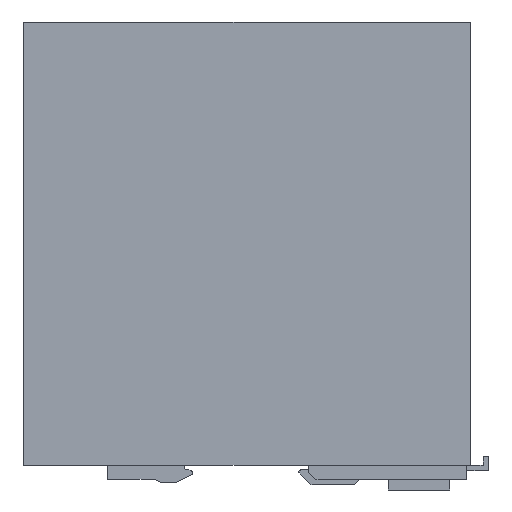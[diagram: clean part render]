
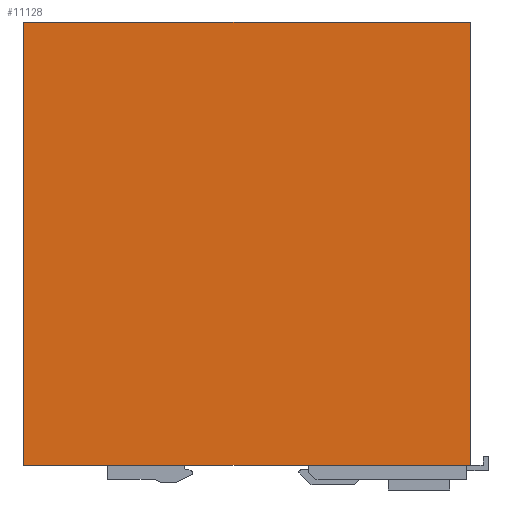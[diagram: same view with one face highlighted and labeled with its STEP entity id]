
A CAD part, left-side view. The second image highlights one B-rep face of the part: STEP entity #11128.
In plain terms, the highlighted planar face has unit normal (-1, 0, 0).
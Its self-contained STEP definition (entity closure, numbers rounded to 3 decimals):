
#1263 = DIRECTION ( 'NONE',  ( 0., 1., 0. ) ) ;
#2182 = EDGE_CURVE ( 'NONE', #3072, #7500, #2393, .T. ) ;
#2393 = LINE ( 'NONE', #12526, #13365 ) ;
#2583 = AXIS2_PLACEMENT_3D ( 'NONE', #8901, #4492, #12937 ) ;
#3072 = VERTEX_POINT ( 'NONE', #6752 ) ;
#3373 = EDGE_CURVE ( 'NONE', #11770, #6556, #9616, .T. ) ;
#3465 = ORIENTED_EDGE ( 'NONE', *, *, #3373, .T. ) ;
#3980 = DIRECTION ( 'NONE',  ( 0., -1., 0. ) ) ;
#4047 = CARTESIAN_POINT ( 'NONE',  ( -16., -63.5, 0. ) ) ;
#4415 = CARTESIAN_POINT ( 'NONE',  ( -16., 63.5, 0. ) ) ;
#4492 = DIRECTION ( 'NONE',  ( 1., 0., 0. ) ) ;
#5543 = CARTESIAN_POINT ( 'NONE',  ( -16., -63.5, -126. ) ) ;
#6556 = VERTEX_POINT ( 'NONE', #10235 ) ;
#6752 = CARTESIAN_POINT ( 'NONE',  ( -16., 63.5, -126. ) ) ;
#7188 = ORIENTED_EDGE ( 'NONE', *, *, #9554, .T. ) ;
#7300 = PLANE ( 'NONE',  #2583 ) ;
#7491 = FACE_OUTER_BOUND ( 'NONE', #10924, .T. ) ;
#7500 = VERTEX_POINT ( 'NONE', #5543 ) ;
#7611 = ORIENTED_EDGE ( 'NONE', *, *, #2182, .T. ) ;
#7947 = VECTOR ( 'NONE', #13435, 1000. ) ;
#8448 = LINE ( 'NONE', #4047, #18402 ) ;
#8901 = CARTESIAN_POINT ( 'NONE',  ( -16., 0., 0. ) ) ;
#9554 = EDGE_CURVE ( 'NONE', #7500, #11770, #8448, .T. ) ;
#9616 = LINE ( 'NONE', #12622, #13397 ) ;
#9720 = EDGE_CURVE ( 'NONE', #6556, #3072, #17260, .T. ) ;
#9768 = DIRECTION ( 'NONE',  ( 0., 0., 1. ) ) ;
#10235 = CARTESIAN_POINT ( 'NONE',  ( -16., 63.5, 0. ) ) ;
#10675 = CARTESIAN_POINT ( 'NONE',  ( -16., -63.5, 0. ) ) ;
#10785 = ORIENTED_EDGE ( 'NONE', *, *, #9720, .T. ) ;
#10924 = EDGE_LOOP ( 'NONE', ( #7611, #7188, #3465, #10785 ) ) ;
#11128 = ADVANCED_FACE ( 'NONE', ( #7491 ), #7300, .F. ) ;
#11770 = VERTEX_POINT ( 'NONE', #10675 ) ;
#12526 = CARTESIAN_POINT ( 'NONE',  ( -16., 0., -126. ) ) ;
#12622 = CARTESIAN_POINT ( 'NONE',  ( -16., 0., 0. ) ) ;
#12937 = DIRECTION ( 'NONE',  ( 0., 0., -1. ) ) ;
#13365 = VECTOR ( 'NONE', #3980, 1000. ) ;
#13397 = VECTOR ( 'NONE', #1263, 1000. ) ;
#13435 = DIRECTION ( 'NONE',  ( 0., 0., -1. ) ) ;
#17260 = LINE ( 'NONE', #4415, #7947 ) ;
#18402 = VECTOR ( 'NONE', #9768, 1000. ) ;
